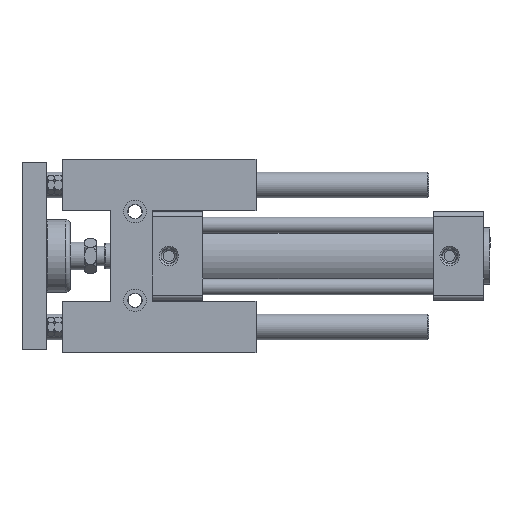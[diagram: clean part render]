
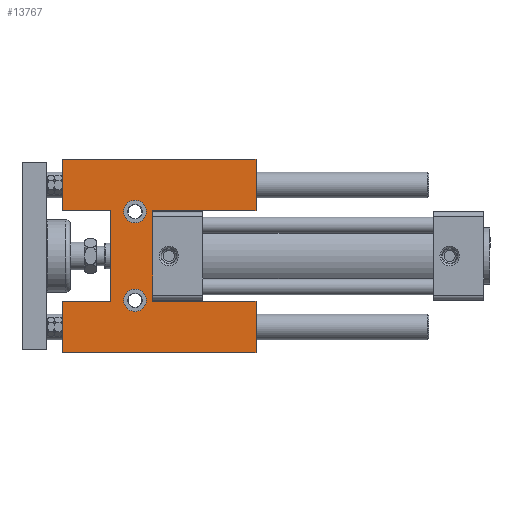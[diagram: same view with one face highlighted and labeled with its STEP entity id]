
A CAD part, top view. The second image highlights one B-rep face of the part: STEP entity #13767.
In plain terms, the highlighted planar face has unit normal (0, 0, 1).
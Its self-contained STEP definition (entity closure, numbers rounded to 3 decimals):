
#12581=CARTESIAN_POINT('',(63.,-27.5,28.));
#12582=VERTEX_POINT('Vertex466',#12581);
#12583=CARTESIAN_POINT('',(70.,-27.5,28.));
#12584=DIRECTION('',(0.,0.,-1.));
#12585=DIRECTION('',(-1.,0.,0.));
#12586=AXIS2_PLACEMENT_3D('',#12583,#12584,#12585);
#12587=CIRCLE('nurbsCrv628',#12586,7.);
#12588=EDGE_CURVE('Edge628',#12582,#12582,#12587,.T.);
#12792=CARTESIAN_POINT('',(63.,27.5,28.));
#12793=VERTEX_POINT('Vertex474',#12792);
#12794=CARTESIAN_POINT('',(70.,27.5,28.));
#12795=DIRECTION('',(0.,0.,-1.));
#12796=DIRECTION('',(-1.,0.,0.));
#12797=AXIS2_PLACEMENT_3D('',#12794,#12795,#12796);
#12798=CIRCLE('nurbsCrv642',#12797,7.);
#12799=EDGE_CURVE('Edge642',#12793,#12793,#12798,.T.);
#13658=CARTESIAN_POINT('',(25.,-60.,28.));
#13659=VERTEX_POINT('Vertex504',#13658);
#13660=CARTESIAN_POINT('',(25.,-28.,28.));
#13661=VERTEX_POINT('Vertex503',#13660);
#13662=CARTESIAN_POINT('',(25.,-44.,28.));
#13663=DIRECTION('',(0.,1.,0.));
#13664=VECTOR('',#13663,1.);
#13665=LINE('nurbsCrv683',#13662,#13664);
#13666=EDGE_CURVE('Edge683',#13659,#13661,#13665,.T.);
#13667=ORIENTED_EDGE('Edgeuse1213',*,*,#13666,.F.);
#13668=CARTESIAN_POINT('',(145.,-60.,28.));
#13669=VERTEX_POINT('Vertex505',#13668);
#13670=CARTESIAN_POINT('',(85.,-60.,28.));
#13671=DIRECTION('',(-1.,0.,0.));
#13672=VECTOR('',#13671,1.);
#13673=LINE('nurbsCrv684',#13670,#13672);
#13674=EDGE_CURVE('Edge684',#13669,#13659,#13673,.T.);
#13675=ORIENTED_EDGE('Edgeuse1214',*,*,#13674,.F.);
#13676=CARTESIAN_POINT('',(145.,-28.,28.));
#13677=VERTEX_POINT('Vertex506',#13676);
#13678=CARTESIAN_POINT('',(145.,-44.,28.));
#13679=DIRECTION('',(0.,-1.,0.));
#13680=VECTOR('',#13679,1.);
#13681=LINE('nurbsCrv685',#13678,#13680);
#13682=EDGE_CURVE('Edge685',#13677,#13669,#13681,.T.);
#13683=ORIENTED_EDGE('Edgeuse1215',*,*,#13682,.F.);
#13684=CARTESIAN_POINT('',(81.,-28.,28.));
#13685=VERTEX_POINT('Vertex507',#13684);
#13686=CARTESIAN_POINT('',(113.,-28.,28.));
#13687=DIRECTION('',(1.,0.,0.));
#13688=VECTOR('',#13687,1.);
#13689=LINE('nurbsCrv686',#13686,#13688);
#13690=EDGE_CURVE('Edge686',#13685,#13677,#13689,.T.);
#13691=ORIENTED_EDGE('Edgeuse1216',*,*,#13690,.F.);
#13692=CARTESIAN_POINT('',(81.,28.,28.));
#13693=VERTEX_POINT('Vertex508',#13692);
#13694=CARTESIAN_POINT('',(81.,0.,28.));
#13695=DIRECTION('',(0.,-1.,0.));
#13696=VECTOR('',#13695,1.);
#13697=LINE('nurbsCrv687',#13694,#13696);
#13698=EDGE_CURVE('Edge687',#13693,#13685,#13697,.T.);
#13699=ORIENTED_EDGE('Edgeuse1217',*,*,#13698,.F.);
#13700=CARTESIAN_POINT('',(145.,28.,28.));
#13701=VERTEX_POINT('Vertex509',#13700);
#13702=CARTESIAN_POINT('',(113.,28.,28.));
#13703=DIRECTION('',(-1.,0.,0.));
#13704=VECTOR('',#13703,1.);
#13705=LINE('nurbsCrv688',#13702,#13704);
#13706=EDGE_CURVE('Edge688',#13701,#13693,#13705,.T.);
#13707=ORIENTED_EDGE('Edgeuse1218',*,*,#13706,.F.);
#13708=CARTESIAN_POINT('',(145.,60.,28.));
#13709=VERTEX_POINT('Vertex510',#13708);
#13710=CARTESIAN_POINT('',(145.,44.,28.));
#13711=DIRECTION('',(0.,-1.,0.));
#13712=VECTOR('',#13711,1.);
#13713=LINE('nurbsCrv689',#13710,#13712);
#13714=EDGE_CURVE('Edge689',#13709,#13701,#13713,.T.);
#13715=ORIENTED_EDGE('Edgeuse1219',*,*,#13714,.F.);
#13716=CARTESIAN_POINT('',(25.,60.,28.));
#13717=VERTEX_POINT('Vertex511',#13716);
#13718=CARTESIAN_POINT('',(85.,60.,28.));
#13719=DIRECTION('',(1.,0.,0.));
#13720=VECTOR('',#13719,1.);
#13721=LINE('nurbsCrv690',#13718,#13720);
#13722=EDGE_CURVE('Edge690',#13717,#13709,#13721,.T.);
#13723=ORIENTED_EDGE('Edgeuse1220',*,*,#13722,.F.);
#13724=CARTESIAN_POINT('',(25.,28.,28.));
#13725=VERTEX_POINT('Vertex512',#13724);
#13726=CARTESIAN_POINT('',(25.,44.,28.));
#13727=DIRECTION('',(0.,1.,0.));
#13728=VECTOR('',#13727,1.);
#13729=LINE('nurbsCrv691',#13726,#13728);
#13730=EDGE_CURVE('Edge691',#13725,#13717,#13729,.T.);
#13731=ORIENTED_EDGE('Edgeuse1221',*,*,#13730,.F.);
#13732=CARTESIAN_POINT('',(55.,28.,28.));
#13733=VERTEX_POINT('Vertex513',#13732);
#13734=CARTESIAN_POINT('',(40.,28.,28.));
#13735=DIRECTION('',(-1.,0.,0.));
#13736=VECTOR('',#13735,1.);
#13737=LINE('nurbsCrv692',#13734,#13736);
#13738=EDGE_CURVE('Edge692',#13733,#13725,#13737,.T.);
#13739=ORIENTED_EDGE('Edgeuse1222',*,*,#13738,.F.);
#13740=CARTESIAN_POINT('',(55.,-28.,28.));
#13741=VERTEX_POINT('Vertex514',#13740);
#13742=CARTESIAN_POINT('',(55.,0.,28.));
#13743=DIRECTION('',(0.,1.,0.));
#13744=VECTOR('',#13743,1.);
#13745=LINE('nurbsCrv693',#13742,#13744);
#13746=EDGE_CURVE('Edge693',#13741,#13733,#13745,.T.);
#13747=ORIENTED_EDGE('Edgeuse1223',*,*,#13746,.F.);
#13748=CARTESIAN_POINT('',(40.,-28.,28.));
#13749=DIRECTION('',(1.,0.,0.));
#13750=VECTOR('',#13749,1.);
#13751=LINE('nurbsCrv694',#13748,#13750);
#13752=EDGE_CURVE('Edge694',#13661,#13741,#13751,.T.);
#13753=ORIENTED_EDGE('Edgeuse1224',*,*,#13752,.F.);
#13754=EDGE_LOOP('',(#13667,#13675,#13683,#13691,#13699,#13707,#13715,#13723,
#13731,#13739,#13747,#13753));
#13755=FACE_OUTER_BOUND('',#13754,.T.);
#13756=ORIENTED_EDGE('Edgeuse1211',*,*,#12799,.T.);
#13757=EDGE_LOOP('',(#13756));
#13758=FACE_BOUND('',#13757,.T.);
#13759=ORIENTED_EDGE('Edgeuse1212',*,*,#12588,.T.);
#13760=EDGE_LOOP('',(#13759));
#13761=FACE_BOUND('',#13760,.T.);
#13762=CARTESIAN_POINT('',(85.,0.,28.));
#13763=DIRECTION('',(0.,0.,1.));
#13764=DIRECTION('',(-1.,0.,0.));
#13765=AXIS2_PLACEMENT_3D('',#13762,#13763,#13764);
#13766=PLANE('nurbsSrf282',#13765);
#13767=ADVANCED_FACE('Face282',(#13755,#13758,#13761),#13766,.T.);
